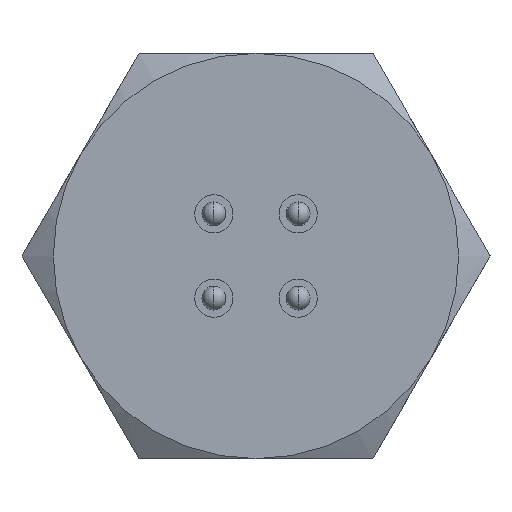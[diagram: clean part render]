
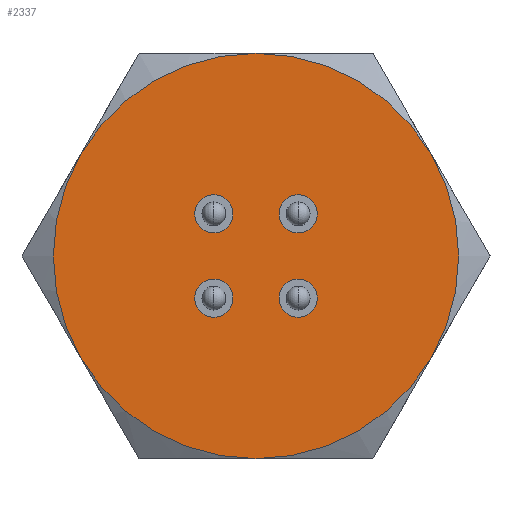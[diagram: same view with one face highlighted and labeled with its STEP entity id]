
A CAD part, front view. The second image highlights one B-rep face of the part: STEP entity #2337.
In plain terms, the highlighted planar face has unit normal (0, -1, 0).
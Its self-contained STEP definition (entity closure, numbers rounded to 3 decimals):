
#19 = DIRECTION ( 'NONE',  ( 0., -1., 0. ) ) ;
#28 = EDGE_CURVE ( 'NONE', #1122, #1924, #1331, .T. ) ;
#49 = EDGE_CURVE ( 'NONE', #2993, #1608, #172, .T. ) ;
#71 = ORIENTED_EDGE ( 'NONE', *, *, #2054, .T. ) ;
#72 = FACE_BOUND ( 'NONE', #2794, .T. ) ;
#172 = CIRCLE ( 'NONE', #592, 0.8 ) ;
#233 = EDGE_LOOP ( 'NONE', ( #2441, #1309 ) ) ;
#290 = AXIS2_PLACEMENT_3D ( 'NONE', #2356, #2133, #2600 ) ;
#314 = ORIENTED_EDGE ( 'NONE', *, *, #2512, .T. ) ;
#326 = AXIS2_PLACEMENT_3D ( 'NONE', #2523, #1121, #2764 ) ;
#354 = CARTESIAN_POINT ( 'NONE',  ( -7.361, 0., 4.25 ) ) ;
#360 = AXIS2_PLACEMENT_3D ( 'NONE', #2121, #723, #2349 ) ;
#410 = DIRECTION ( 'NONE',  ( 0., 0., 1. ) ) ;
#451 = CIRCLE ( 'NONE', #326, 0.8 ) ;
#516 = CARTESIAN_POINT ( 'NONE',  ( 1.768, 0., 0.968 ) ) ;
#525 = CARTESIAN_POINT ( 'NONE',  ( 0., 0., 0. ) ) ;
#592 = AXIS2_PLACEMENT_3D ( 'NONE', #1501, #1264, #2912 ) ;
#596 = CIRCLE ( 'NONE', #1008, 0.8 ) ;
#614 = EDGE_LOOP ( 'NONE', ( #1012, #2163 ) ) ;
#618 = AXIS2_PLACEMENT_3D ( 'NONE', #2055, #659, #2293 ) ;
#653 = EDGE_CURVE ( 'NONE', #1732, #2262, #1486, .T. ) ;
#659 = DIRECTION ( 'NONE',  ( 0., -1., 0. ) ) ;
#685 = FACE_BOUND ( 'NONE', #614, .T. ) ;
#687 = AXIS2_PLACEMENT_3D ( 'NONE', #525, #2166, #765 ) ;
#723 = DIRECTION ( 'NONE',  ( 0., -1., 0. ) ) ;
#724 = VERTEX_POINT ( 'NONE', #1955 ) ;
#759 = VERTEX_POINT ( 'NONE', #786 ) ;
#760 = VERTEX_POINT ( 'NONE', #2451 ) ;
#765 = DIRECTION ( 'NONE',  ( 0., 0., -1. ) ) ;
#786 = CARTESIAN_POINT ( 'NONE',  ( -1.768, 0., 0.968 ) ) ;
#793 = AXIS2_PLACEMENT_3D ( 'NONE', #1569, #1790, #410 ) ;
#805 = CIRCLE ( 'NONE', #887, 0.8 ) ;
#807 = ORIENTED_EDGE ( 'NONE', *, *, #998, .T. ) ;
#842 = CIRCLE ( 'NONE', #2808, 0.8 ) ;
#869 = CARTESIAN_POINT ( 'NONE',  ( -1.768, 0., -1.768 ) ) ;
#880 = PLANE ( 'NONE',  #793 ) ;
#883 = CARTESIAN_POINT ( 'NONE',  ( -1.768, 0., 1.768 ) ) ;
#885 = ORIENTED_EDGE ( 'NONE', *, *, #1562, .F. ) ;
#887 = AXIS2_PLACEMENT_3D ( 'NONE', #883, #2509, #1112 ) ;
#895 = EDGE_CURVE ( 'NONE', #2262, #1732, #1826, .T. ) ;
#915 = ORIENTED_EDGE ( 'NONE', *, *, #28, .T. ) ;
#985 = CIRCLE ( 'NONE', #2200, 0.8 ) ;
#998 = EDGE_CURVE ( 'NONE', #724, #760, #1613, .T. ) ;
#1003 = ORIENTED_EDGE ( 'NONE', *, *, #2715, .T. ) ;
#1008 = AXIS2_PLACEMENT_3D ( 'NONE', #2555, #1797, #2864 ) ;
#1012 = ORIENTED_EDGE ( 'NONE', *, *, #2574, .F. ) ;
#1015 = CARTESIAN_POINT ( 'NONE',  ( 0., 0., 8.5 ) ) ;
#1078 = DIRECTION ( 'NONE',  ( 0., -1., 0. ) ) ;
#1112 = DIRECTION ( 'NONE',  ( 0., 0., 1. ) ) ;
#1121 = DIRECTION ( 'NONE',  ( 0., -1., 0. ) ) ;
#1122 = VERTEX_POINT ( 'NONE', #1320 ) ;
#1123 = CIRCLE ( 'NONE', #2290, 8.5 ) ;
#1264 = DIRECTION ( 'NONE',  ( 0., -1., 0. ) ) ;
#1282 = ORIENTED_EDGE ( 'NONE', *, *, #1807, .T. ) ;
#1284 = CARTESIAN_POINT ( 'NONE',  ( 1.768, 0., 1.768 ) ) ;
#1309 = ORIENTED_EDGE ( 'NONE', *, *, #1873, .F. ) ;
#1320 = CARTESIAN_POINT ( 'NONE',  ( 7.361, 0., -4.25 ) ) ;
#1322 = CIRCLE ( 'NONE', #618, 8.5 ) ;
#1331 = CIRCLE ( 'NONE', #290, 8.5 ) ;
#1356 = EDGE_LOOP ( 'NONE', ( #885, #2925 ) ) ;
#1379 = FACE_BOUND ( 'NONE', #1356, .T. ) ;
#1390 = CARTESIAN_POINT ( 'NONE',  ( 1.768, 0., -1.768 ) ) ;
#1397 = VERTEX_POINT ( 'NONE', #1015 ) ;
#1414 = CARTESIAN_POINT ( 'NONE',  ( 0., 0., 0. ) ) ;
#1457 = DIRECTION ( 'NONE',  ( 0., -1., 0. ) ) ;
#1486 = CIRCLE ( 'NONE', #360, 0.8 ) ;
#1501 = CARTESIAN_POINT ( 'NONE',  ( 1.768, 0., -1.768 ) ) ;
#1514 = DIRECTION ( 'NONE',  ( 0., 0., 1. ) ) ;
#1562 = EDGE_CURVE ( 'NONE', #2211, #2791, #596, .T. ) ;
#1569 = CARTESIAN_POINT ( 'NONE',  ( 0., 0., 0. ) ) ;
#1608 = VERTEX_POINT ( 'NONE', #2744 ) ;
#1613 = CIRCLE ( 'NONE', #2486, 8.5 ) ;
#1620 = DIRECTION ( 'NONE',  ( 0., 0., 1. ) ) ;
#1639 = DIRECTION ( 'NONE',  ( 0., 0., -1. ) ) ;
#1732 = VERTEX_POINT ( 'NONE', #1941 ) ;
#1786 = EDGE_CURVE ( 'NONE', #759, #2084, #451, .T. ) ;
#1790 = DIRECTION ( 'NONE',  ( 0., 1., 0. ) ) ;
#1797 = DIRECTION ( 'NONE',  ( 0., -1., 0. ) ) ;
#1807 = EDGE_CURVE ( 'NONE', #2450, #724, #1322, .T. ) ;
#1826 = CIRCLE ( 'NONE', #3015, 0.8 ) ;
#1873 = EDGE_CURVE ( 'NONE', #1608, #2993, #985, .T. ) ;
#1924 = VERTEX_POINT ( 'NONE', #2803 ) ;
#1941 = CARTESIAN_POINT ( 'NONE',  ( -1.768, 0., -2.568 ) ) ;
#1955 = CARTESIAN_POINT ( 'NONE',  ( -7.361, 0., -4.25 ) ) ;
#2053 = ORIENTED_EDGE ( 'NONE', *, *, #653, .F. ) ;
#2054 = EDGE_CURVE ( 'NONE', #1924, #1397, #2469, .T. ) ;
#2055 = CARTESIAN_POINT ( 'NONE',  ( 0., 0., 0. ) ) ;
#2084 = VERTEX_POINT ( 'NONE', #2405 ) ;
#2121 = CARTESIAN_POINT ( 'NONE',  ( -1.768, 0., -1.768 ) ) ;
#2133 = DIRECTION ( 'NONE',  ( 0., -1., 0. ) ) ;
#2149 = CARTESIAN_POINT ( 'NONE',  ( 1.768, 0., -0.968 ) ) ;
#2163 = ORIENTED_EDGE ( 'NONE', *, *, #1786, .F. ) ;
#2166 = DIRECTION ( 'NONE',  ( 0., -1., 0. ) ) ;
#2200 = AXIS2_PLACEMENT_3D ( 'NONE', #1390, #3033, #1620 ) ;
#2211 = VERTEX_POINT ( 'NONE', #2691 ) ;
#2262 = VERTEX_POINT ( 'NONE', #2943 ) ;
#2264 = EDGE_LOOP ( 'NONE', ( #71, #314, #1282, #807, #1003, #915 ) ) ;
#2290 = AXIS2_PLACEMENT_3D ( 'NONE', #1414, #19, #1639 ) ;
#2293 = DIRECTION ( 'NONE',  ( 0., 0., -1. ) ) ;
#2337 = ADVANCED_FACE ( 'NONE', ( #2705, #72, #1379, #685, #2474 ), #880, .F. ) ;
#2341 = ORIENTED_EDGE ( 'NONE', *, *, #895, .F. ) ;
#2349 = DIRECTION ( 'NONE',  ( 0., 0., 1. ) ) ;
#2356 = CARTESIAN_POINT ( 'NONE',  ( 0., 0., 0. ) ) ;
#2405 = CARTESIAN_POINT ( 'NONE',  ( -1.768, 0., 2.568 ) ) ;
#2441 = ORIENTED_EDGE ( 'NONE', *, *, #49, .F. ) ;
#2450 = VERTEX_POINT ( 'NONE', #354 ) ;
#2451 = CARTESIAN_POINT ( 'NONE',  ( 0., 0., -8.5 ) ) ;
#2466 = CARTESIAN_POINT ( 'NONE',  ( 0., 0., 0. ) ) ;
#2469 = CIRCLE ( 'NONE', #687, 8.5 ) ;
#2474 = FACE_OUTER_BOUND ( 'NONE', #2264, .T. ) ;
#2486 = AXIS2_PLACEMENT_3D ( 'NONE', #2906, #2846, #2647 ) ;
#2509 = DIRECTION ( 'NONE',  ( 0., -1., 0. ) ) ;
#2512 = EDGE_CURVE ( 'NONE', #1397, #2450, #2816, .T. ) ;
#2523 = CARTESIAN_POINT ( 'NONE',  ( -1.768, 0., 1.768 ) ) ;
#2555 = CARTESIAN_POINT ( 'NONE',  ( 1.768, 0., 1.768 ) ) ;
#2574 = EDGE_CURVE ( 'NONE', #2084, #759, #805, .T. ) ;
#2600 = DIRECTION ( 'NONE',  ( 0., 0., -1. ) ) ;
#2647 = DIRECTION ( 'NONE',  ( 0., 0., -1. ) ) ;
#2678 = AXIS2_PLACEMENT_3D ( 'NONE', #2466, #1078, #2713 ) ;
#2691 = CARTESIAN_POINT ( 'NONE',  ( 1.768, 0., 2.568 ) ) ;
#2705 = FACE_BOUND ( 'NONE', #233, .T. ) ;
#2713 = DIRECTION ( 'NONE',  ( 0., 0., -1. ) ) ;
#2715 = EDGE_CURVE ( 'NONE', #760, #1122, #1123, .T. ) ;
#2726 = DIRECTION ( 'NONE',  ( 0., 0., 1. ) ) ;
#2744 = CARTESIAN_POINT ( 'NONE',  ( 1.768, 0., -2.568 ) ) ;
#2764 = DIRECTION ( 'NONE',  ( 0., 0., 1. ) ) ;
#2791 = VERTEX_POINT ( 'NONE', #516 ) ;
#2794 = EDGE_LOOP ( 'NONE', ( #2341, #2053 ) ) ;
#2803 = CARTESIAN_POINT ( 'NONE',  ( 7.361, 0., 4.25 ) ) ;
#2808 = AXIS2_PLACEMENT_3D ( 'NONE', #1284, #2929, #1514 ) ;
#2816 = CIRCLE ( 'NONE', #2678, 8.5 ) ;
#2846 = DIRECTION ( 'NONE',  ( 0., -1., 0. ) ) ;
#2864 = DIRECTION ( 'NONE',  ( 0., 0., 1. ) ) ;
#2906 = CARTESIAN_POINT ( 'NONE',  ( 0., 0., 0. ) ) ;
#2912 = DIRECTION ( 'NONE',  ( 0., 0., 1. ) ) ;
#2915 = EDGE_CURVE ( 'NONE', #2791, #2211, #842, .T. ) ;
#2925 = ORIENTED_EDGE ( 'NONE', *, *, #2915, .F. ) ;
#2929 = DIRECTION ( 'NONE',  ( 0., -1., 0. ) ) ;
#2943 = CARTESIAN_POINT ( 'NONE',  ( -1.768, 0., -0.968 ) ) ;
#2993 = VERTEX_POINT ( 'NONE', #2149 ) ;
#3015 = AXIS2_PLACEMENT_3D ( 'NONE', #869, #1457, #2726 ) ;
#3033 = DIRECTION ( 'NONE',  ( 0., -1., 0. ) ) ;
